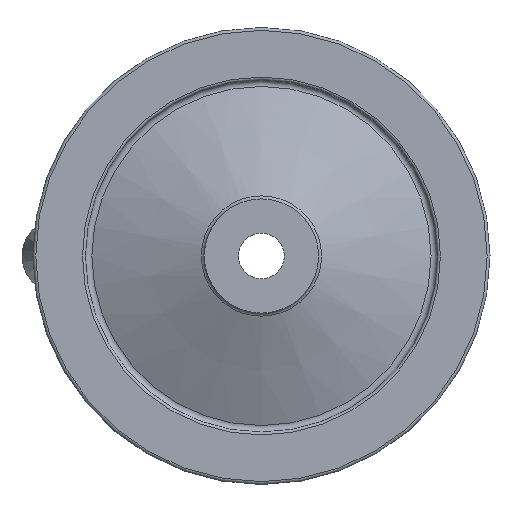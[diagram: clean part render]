
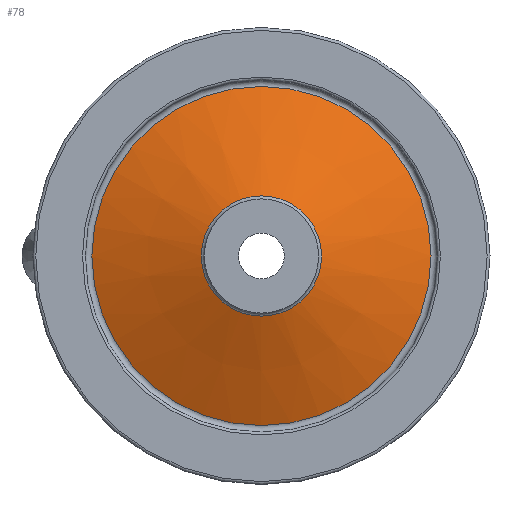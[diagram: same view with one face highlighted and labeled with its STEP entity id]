
A CAD part, left-side view. The second image highlights one B-rep face of the part: STEP entity #78.
In plain terms, the highlighted conical face has half-angle 68.032 degrees and reference radius 21.043 mm.
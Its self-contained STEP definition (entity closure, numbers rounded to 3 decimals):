
#78 = ADVANCED_FACE( '', ( #173, #174 ), #175, .T. );
#173 = FACE_OUTER_BOUND( '', #311, .T. );
#174 = FACE_BOUND( '', #312, .T. );
#175 = CONICAL_SURFACE( '', #313, 21.043, 1.187 );
#311 = EDGE_LOOP( '', ( #436 ) );
#312 = EDGE_LOOP( '', ( #437 ) );
#313 = AXIS2_PLACEMENT_3D( '', #438, #439, #440 );
#436 = ORIENTED_EDGE( '', *, *, #523, .F. );
#437 = ORIENTED_EDGE( '', *, *, #527, .T. );
#438 = CARTESIAN_POINT( '', ( 12.509, 0., 0. ) );
#439 = DIRECTION( '', ( 1., 0., 0. ) );
#440 = DIRECTION( '', ( 0., 0., -1. ) );
#523 = EDGE_CURVE( '', #591, #591, #592, .T. );
#527 = EDGE_CURVE( '', #595, #595, #596, .T. );
#591 = VERTEX_POINT( '', #663 );
#592 = CIRCLE( '', #664, 59.35 );
#595 = VERTEX_POINT( '', #667 );
#596 = CIRCLE( '', #668, 21.043 );
#663 = CARTESIAN_POINT( '', ( 27.962, 0., -59.35 ) );
#664 = AXIS2_PLACEMENT_3D( '', #740, #741, #742 );
#667 = CARTESIAN_POINT( '', ( 12.509, 0., -21.043 ) );
#668 = AXIS2_PLACEMENT_3D( '', #743, #744, #745 );
#740 = CARTESIAN_POINT( '', ( 27.962, 0., 0. ) );
#741 = DIRECTION( '', ( 1., 0., 0. ) );
#742 = DIRECTION( '', ( 0., 0., -1. ) );
#743 = CARTESIAN_POINT( '', ( 12.509, 0., 0. ) );
#744 = DIRECTION( '', ( 1., 0., 0. ) );
#745 = DIRECTION( '', ( 0., 0., -1. ) );
